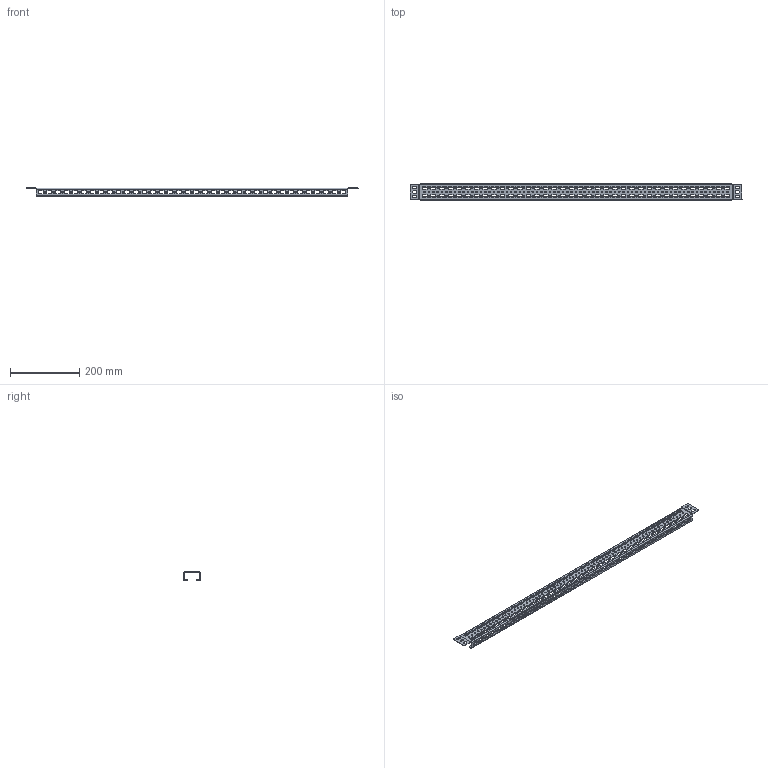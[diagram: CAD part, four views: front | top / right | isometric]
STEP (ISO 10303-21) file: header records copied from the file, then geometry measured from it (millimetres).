
FILE_DESCRIPTION(/* description */ (''),/* implementation_level */ '2;1');
FILE_NAME(/* name */ 'PME1000.stp',/* time_stamp */ '2017-09-06T13:01:57+02:00',/* author */ (''),/* organization */ (''),/* preprocessor_version */ 'ST-DEVELOPER v15',/* originating_system */ 'SIEMENS PLM Software NX 9.0',/* authorisation */ '');
FILE_SCHEMA (('CONFIG_CONTROL_DESIGN'));
Length unit declared in the file: millimetre
Products named in the file (1): PME400_stp
Bounding box: 960.5 x 49 x 25.5 mm (x, y, z)
Volume: 118694.4 mm3; surface area: 176302.7 mm2
Topology: 1 solids, 1 shells, 869 faces, 2597 edges, 1730 vertices
Faces by surface type: plane 630, cylinder 239
Full cylindrical faces by diameter (mm): 4.65 x211
Entity records: 30753 total; most frequent: CARTESIAN_POINT 6659, ORIENTED_EDGE 5194, DIRECTION 4159, EDGE_CURVE 2597, VERTEX_POINT 1730, EDGE_LOOP 1591, LINE 1479, VECTOR 1479
